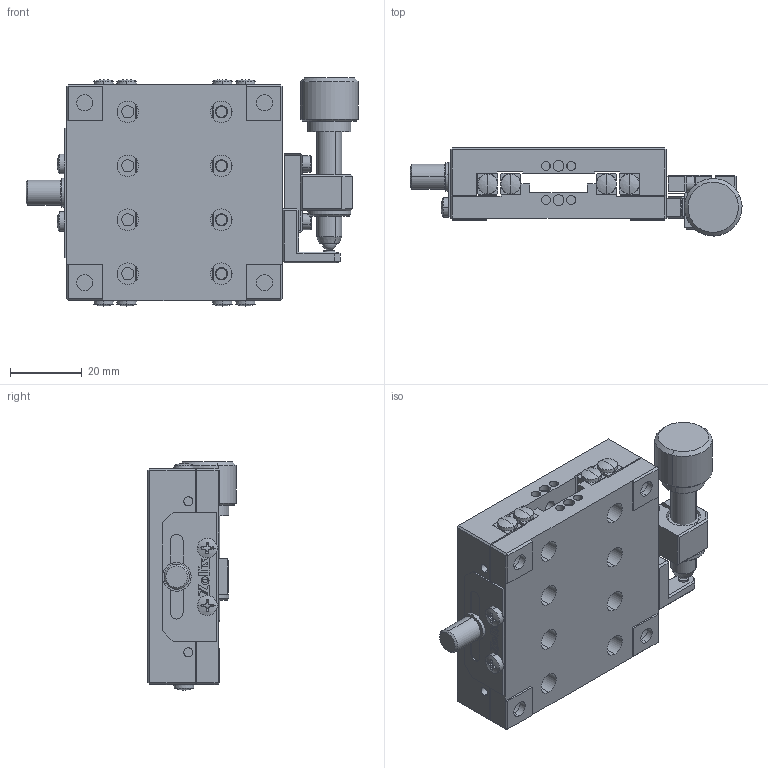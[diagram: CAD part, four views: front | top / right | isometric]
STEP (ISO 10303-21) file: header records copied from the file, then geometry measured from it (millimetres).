
FILE_DESCRIPTION (( 'STEP AP203' ), '1' );
FILE_NAME ('AK13-6020RZ.step', '2019-05-08T06:23:56', ( '' ), ( '' ), 'SwSTEP 2.0', 'SolidWorks 2017', '' );
FILE_SCHEMA (( 'CONFIG_CONTROL_DESIGN' ));
Length unit declared in the file: millimetre
Products named in the file (1): AK13-6020RZ
Bounding box: 92.29 x 24.49 x 63.43 mm (x, y, z)
Surface area: 31975.4 mm2 (no closed solid volume)
Topology: 0 solids, 32 shells, 674 faces, 2250 edges, 1515 vertices
Faces by surface type: plane 426, cylinder 144, cone 56, torus 26, bspline 16, sphere 6
Entity records: 24421 total; most frequent: CARTESIAN_POINT 4811, DIRECTION 4184, ORIENTED_EDGE 3633, EDGE_CURVE 2203, VERTEX_POINT 1512, LINE 1450, VECTOR 1450, AXIS2_PLACEMENT_3D 1367
